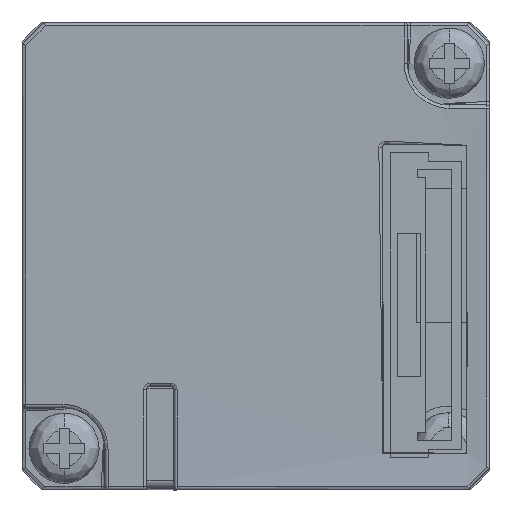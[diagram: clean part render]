
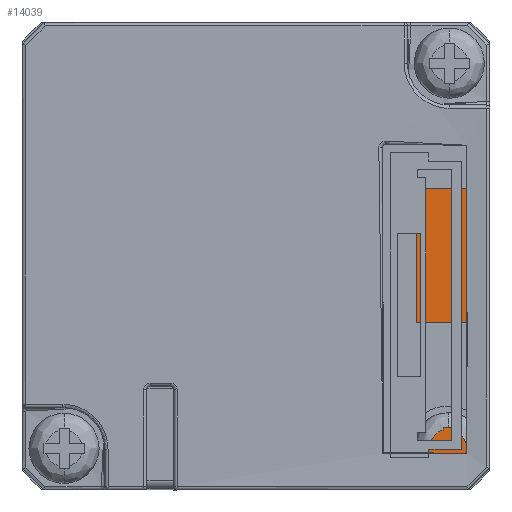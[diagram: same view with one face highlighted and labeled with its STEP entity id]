
A CAD part, front view. The second image highlights one B-rep face of the part: STEP entity #14039.
In plain terms, the highlighted planar face has unit normal (0, -1, 0).
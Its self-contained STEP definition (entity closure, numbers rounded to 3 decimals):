
#40 = EDGE_CURVE ( 'NONE', #1759, #15423, #9862, .T. ) ;
#328 = VECTOR ( 'NONE', #7754, 1000. ) ;
#849 = EDGE_CURVE ( 'NONE', #10099, #4287, #8762, .T. ) ;
#900 = DIRECTION ( 'NONE',  ( 1., 0., 0. ) ) ;
#1053 = CARTESIAN_POINT ( 'NONE',  ( 1.289, -31.654, 32.445 ) ) ;
#1409 = CARTESIAN_POINT ( 'NONE',  ( -12.711, -31.654, 19.6 ) ) ;
#1594 = EDGE_CURVE ( 'NONE', #4673, #14604, #5021, .T. ) ;
#1710 = ORIENTED_EDGE ( 'NONE', *, *, #7990, .F. ) ;
#1759 = VERTEX_POINT ( 'NONE', #11699 ) ;
#1996 = ORIENTED_EDGE ( 'NONE', *, *, #3327, .T. ) ;
#2208 = DIRECTION ( 'NONE',  ( 0.707, 0., -0.707 ) ) ;
#2789 = AXIS2_PLACEMENT_3D ( 'NONE', #1409, #4163, #13902 ) ;
#2956 = VECTOR ( 'NONE', #11766, 1000. ) ;
#3112 = VECTOR ( 'NONE', #3165, 1000. ) ;
#3165 = DIRECTION ( 'NONE',  ( 0.707, 0., 0.707 ) ) ;
#3207 = FACE_OUTER_BOUND ( 'NONE', #12689, .T. ) ;
#3294 = CARTESIAN_POINT ( 'NONE',  ( -25.557, -31.654, 5.6 ) ) ;
#3327 = EDGE_CURVE ( 'NONE', #15423, #8905, #13930, .T. ) ;
#4163 = DIRECTION ( 'NONE',  ( 0., -1., 0. ) ) ;
#4287 = VERTEX_POINT ( 'NONE', #1053 ) ;
#4363 = CARTESIAN_POINT ( 'NONE',  ( 1.289, -31.654, 6.755 ) ) ;
#4379 = ORIENTED_EDGE ( 'NONE', *, *, #1594, .T. ) ;
#4469 = ORIENTED_EDGE ( 'NONE', *, *, #5626, .F. ) ;
#4673 = VERTEX_POINT ( 'NONE', #6836 ) ;
#4734 = CARTESIAN_POINT ( 'NONE',  ( -25.557, -31.654, 33.6 ) ) ;
#4809 = VERTEX_POINT ( 'NONE', #12235 ) ;
#5021 = LINE ( 'NONE', #11526, #328 ) ;
#5155 = FACE_BOUND ( 'NONE', #16012, .T. ) ;
#5626 = EDGE_CURVE ( 'NONE', #15375, #13842, #8061, .T. ) ;
#5640 = LINE ( 'NONE', #15458, #3112 ) ;
#5799 = DIRECTION ( 'NONE',  ( -0.707, 0., -0.707 ) ) ;
#6259 = DIRECTION ( 'NONE',  ( -0.707, 0., 0.707 ) ) ;
#6276 = EDGE_CURVE ( 'NONE', #8905, #4809, #13084, .T. ) ;
#6334 = DIRECTION ( 'NONE',  ( 0., 0., -1. ) ) ;
#6565 = LINE ( 'NONE', #4734, #14956 ) ;
#6836 = CARTESIAN_POINT ( 'NONE',  ( 0.134, -31.654, 33.6 ) ) ;
#6949 = VECTOR ( 'NONE', #10482, 1000. ) ;
#7011 = ORIENTED_EDGE ( 'NONE', *, *, #6276, .T. ) ;
#7081 = ORIENTED_EDGE ( 'NONE', *, *, #849, .T. ) ;
#7427 = CARTESIAN_POINT ( 'NONE',  ( -12.711, -31.654, 19.6 ) ) ;
#7754 = DIRECTION ( 'NONE',  ( -1., 0., 0. ) ) ;
#7867 = DIRECTION ( 'NONE',  ( 0., -1., 0. ) ) ;
#7990 = EDGE_CURVE ( 'NONE', #13842, #15375, #13225, .T. ) ;
#8061 = CIRCLE ( 'NONE', #2789, 1.5 ) ;
#8107 = CARTESIAN_POINT ( 'NONE',  ( 1.289, -31.654, 6.755 ) ) ;
#8247 = VECTOR ( 'NONE', #2208, 1000. ) ;
#8292 = EDGE_CURVE ( 'NONE', #14604, #1759, #6565, .T. ) ;
#8342 = CARTESIAN_POINT ( 'NONE',  ( -26.711, -31.654, 6.755 ) ) ;
#8762 = LINE ( 'NONE', #8107, #2956 ) ;
#8905 = VERTEX_POINT ( 'NONE', #15953 ) ;
#9079 = EDGE_CURVE ( 'NONE', #4287, #4673, #11979, .T. ) ;
#9102 = DIRECTION ( 'NONE',  ( 0., 0., -1. ) ) ;
#9269 = CARTESIAN_POINT ( 'NONE',  ( -25.557, -31.654, 33.6 ) ) ;
#9326 = ORIENTED_EDGE ( 'NONE', *, *, #8292, .T. ) ;
#9717 = ORIENTED_EDGE ( 'NONE', *, *, #40, .T. ) ;
#9862 = LINE ( 'NONE', #10542, #6949 ) ;
#10099 = VERTEX_POINT ( 'NONE', #4363 ) ;
#10482 = DIRECTION ( 'NONE',  ( 0., 0., -1. ) ) ;
#10542 = CARTESIAN_POINT ( 'NONE',  ( -26.711, -31.654, 32.445 ) ) ;
#10551 = ORIENTED_EDGE ( 'NONE', *, *, #12066, .T. ) ;
#11369 = CARTESIAN_POINT ( 'NONE',  ( -26.711, -31.654, 6.755 ) ) ;
#11516 = VECTOR ( 'NONE', #900, 1000. ) ;
#11526 = CARTESIAN_POINT ( 'NONE',  ( 0.134, -31.654, 33.6 ) ) ;
#11699 = CARTESIAN_POINT ( 'NONE',  ( -26.711, -31.654, 32.445 ) ) ;
#11766 = DIRECTION ( 'NONE',  ( 0., 0., 1. ) ) ;
#11979 = LINE ( 'NONE', #15036, #13762 ) ;
#12066 = EDGE_CURVE ( 'NONE', #4809, #10099, #5640, .T. ) ;
#12235 = CARTESIAN_POINT ( 'NONE',  ( 0.134, -31.654, 5.6 ) ) ;
#12598 = CARTESIAN_POINT ( 'NONE',  ( -12.711, -31.654, 21.1 ) ) ;
#12654 = PLANE ( 'NONE',  #13143 ) ;
#12689 = EDGE_LOOP ( 'NONE', ( #4379, #9326, #9717, #1996, #7011, #10551, #7081, #15167 ) ) ;
#12815 = CARTESIAN_POINT ( 'NONE',  ( -17.37, -31.654, 47.6 ) ) ;
#13084 = LINE ( 'NONE', #3294, #11516 ) ;
#13143 = AXIS2_PLACEMENT_3D ( 'NONE', #12815, #7867, #9102 ) ;
#13225 = CIRCLE ( 'NONE', #13363, 1.5 ) ;
#13363 = AXIS2_PLACEMENT_3D ( 'NONE', #7427, #16158, #6334 ) ;
#13762 = VECTOR ( 'NONE', #6259, 1000. ) ;
#13842 = VERTEX_POINT ( 'NONE', #12598 ) ;
#13902 = DIRECTION ( 'NONE',  ( 0., 0., -1. ) ) ;
#13930 = LINE ( 'NONE', #8342, #8247 ) ;
#14039 = ADVANCED_FACE ( 'NONE', ( #5155, #3207 ), #12654, .T. ) ;
#14604 = VERTEX_POINT ( 'NONE', #9269 ) ;
#14956 = VECTOR ( 'NONE', #5799, 1000. ) ;
#15036 = CARTESIAN_POINT ( 'NONE',  ( 1.289, -31.654, 32.445 ) ) ;
#15167 = ORIENTED_EDGE ( 'NONE', *, *, #9079, .T. ) ;
#15375 = VERTEX_POINT ( 'NONE', #16119 ) ;
#15423 = VERTEX_POINT ( 'NONE', #11369 ) ;
#15458 = CARTESIAN_POINT ( 'NONE',  ( 0.134, -31.654, 5.6 ) ) ;
#15953 = CARTESIAN_POINT ( 'NONE',  ( -25.557, -31.654, 5.6 ) ) ;
#16012 = EDGE_LOOP ( 'NONE', ( #1710, #4469 ) ) ;
#16119 = CARTESIAN_POINT ( 'NONE',  ( -12.711, -31.654, 18.1 ) ) ;
#16158 = DIRECTION ( 'NONE',  ( 0., -1., 0. ) ) ;
